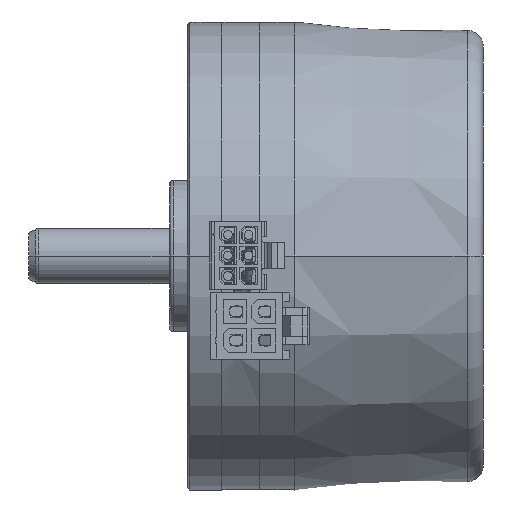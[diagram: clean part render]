
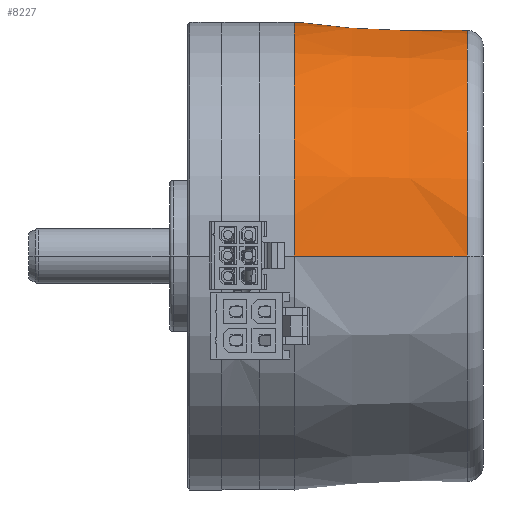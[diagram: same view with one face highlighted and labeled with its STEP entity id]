
A CAD part, front view. The second image highlights one B-rep face of the part: STEP entity #8227.
In plain terms, the highlighted conical face has half-angle 2.707 degrees and reference radius 33.406 mm.
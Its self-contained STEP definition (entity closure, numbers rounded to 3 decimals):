
#1964=DIRECTION('',(0.999,0.047,0.));
#1965=VECTOR('',#1964,25.146);
#1966=CARTESIAN_POINT('',(15.5,-34.,0.));
#1967=LINE('',#1966,#1965);
#1968=DIRECTION('',(-0.999,0.047,0.));
#1969=VECTOR('',#1968,25.146);
#1970=CARTESIAN_POINT('',(40.618,32.813,0.));
#1971=LINE('',#1970,#1969);
#1977=CARTESIAN_POINT('',(15.5,0.,0.));
#1978=DIRECTION('',(-1.,0.,0.));
#1979=DIRECTION('',(0.,-1.,0.));
#1980=AXIS2_PLACEMENT_3D('',#1977,#1978,#1979);
#1987=CARTESIAN_POINT('',(40.618,0.,0.));
#1988=DIRECTION('',(-1.,0.,0.));
#1989=DIRECTION('',(0.,-1.,0.));
#1990=AXIS2_PLACEMENT_3D('',#1987,#1988,#1989);
#4480=CARTESIAN_POINT('',(15.5,-34.,0.));
#4481=VERTEX_POINT('',#4480);
#4482=CARTESIAN_POINT('',(15.5,34.,0.));
#4483=VERTEX_POINT('',#4482);
#4484=CARTESIAN_POINT('',(40.618,-32.813,0.));
#4485=VERTEX_POINT('',#4484);
#4486=CARTESIAN_POINT('',(40.618,32.813,0.));
#4487=VERTEX_POINT('',#4486);
#8215=CARTESIAN_POINT('',(28.059,0.,0.));
#8216=DIRECTION('',(-1.,0.,0.));
#8217=DIRECTION('',(0.,1.,0.));
#8218=AXIS2_PLACEMENT_3D('',#8215,#8216,#8217);
#8219=CONICAL_SURFACE('',#8218,33.406,2.707);
#8220=ORIENTED_EDGE('',*,*,#8205,.F.);
#8221=ORIENTED_EDGE('',*,*,#8182,.T.);
#8222=ORIENTED_EDGE('',*,*,#8209,.F.);
#8224=ORIENTED_EDGE('',*,*,#8223,.F.);
#8225=EDGE_LOOP('',(#8220,#8221,#8222,#8224));
#8226=FACE_OUTER_BOUND('',#8225,.F.);
#1981=CIRCLE('',#1980,34.);
#1991=CIRCLE('',#1990,32.813);
#8182=EDGE_CURVE('',#4481,#4483,#1981,.T.);
#8205=EDGE_CURVE('',#4481,#4485,#1967,.T.);
#8209=EDGE_CURVE('',#4487,#4483,#1971,.T.);
#8223=EDGE_CURVE('',#4485,#4487,#1991,.T.);
#8227=ADVANCED_FACE('',(#8226),#8219,.T.);
